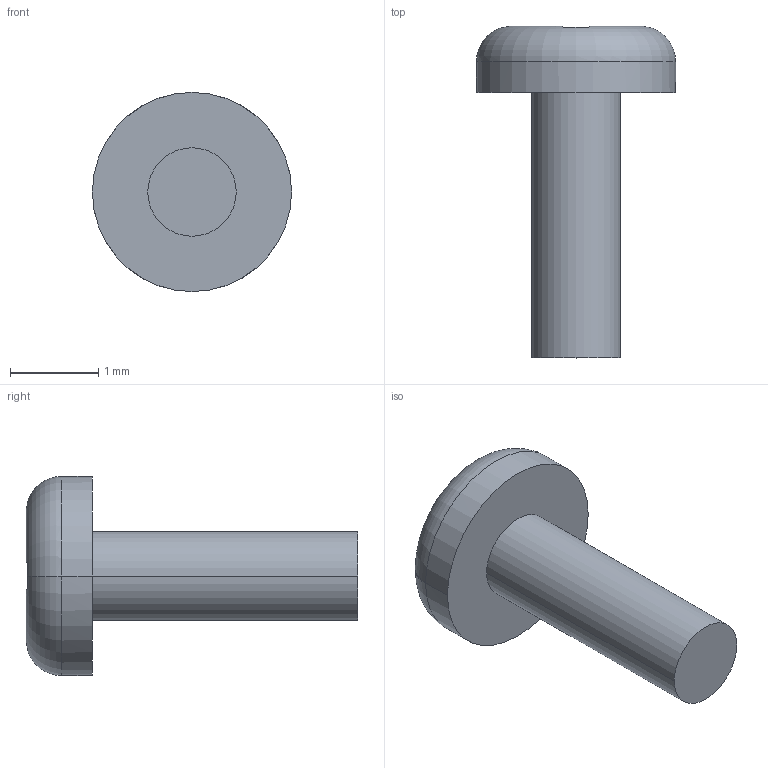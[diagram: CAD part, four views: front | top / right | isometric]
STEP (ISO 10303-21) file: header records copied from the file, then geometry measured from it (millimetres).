
FILE_DESCRIPTION(('produced by SPATIAL CORP'),'2;1');
FILE_NAME( 's_screw_.prt.hh.sat.stp','2002-04-19T14:08:19+00:00',('SPATIAL CORP'),('SPATIAL CORP'), 'ACIS STEP Husk','http://www.spatial.com','SPATIAL CORP');
FILE_SCHEMA(('CONFIG_CONTROL_DESIGN'));
Length unit declared in the file: millimetre
Products named in the file (1): PRODUCT_ID_1
Bounding box: 2.25 x 3.75 x 2.25 mm (x, y, z)
Volume: 4.8 mm3; surface area: 22.7 mm2
Topology: 1 solids, 1 shells, 31 faces, 82 edges, 54 vertices
Faces by surface type: plane 23, cylinder 4, torus 4
Entity records: 1071 total; most frequent: CARTESIAN_POINT 235, ORIENTED_EDGE 164, DIRECTION 142, EDGE_CURVE 82, VERTEX_POINT 54, VECTOR 48, LINE 48, AXIS2_PLACEMENT_3D 47
